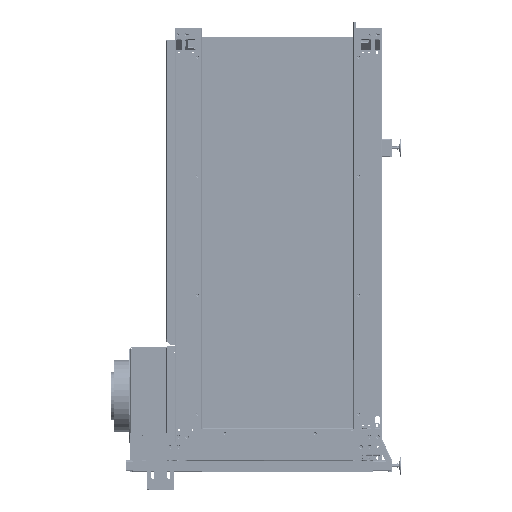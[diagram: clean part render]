
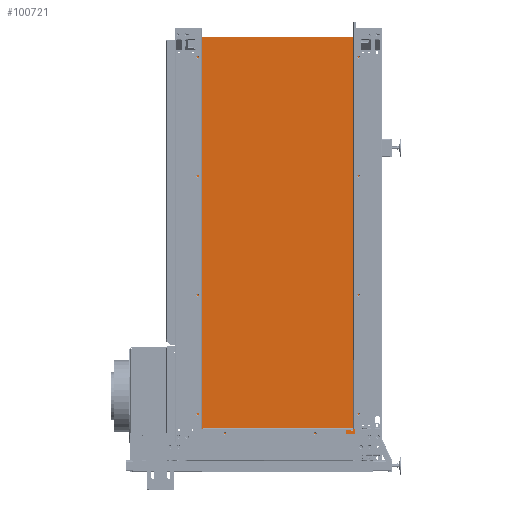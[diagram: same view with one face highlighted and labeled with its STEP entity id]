
A CAD part, left-side view. The second image highlights one B-rep face of the part: STEP entity #100721.
In plain terms, the highlighted face is planar.
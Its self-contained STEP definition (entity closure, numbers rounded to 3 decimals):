
#868 = EDGE_CURVE ( 'NONE', #66134, #21482, #10389, .T. ) ;
#871 = LINE ( 'NONE', #107027, #106477 ) ;
#2542 = CARTESIAN_POINT ( 'NONE',  ( 550., -225., 5. ) ) ;
#10389 = LINE ( 'NONE', #91550, #28157 ) ;
#16673 = ORIENTED_EDGE ( 'NONE', *, *, #105519, .T. ) ;
#16951 = ORIENTED_EDGE ( 'NONE', *, *, #30926, .T. ) ;
#17841 = CARTESIAN_POINT ( 'NONE',  ( 550., -225., 5. ) ) ;
#19086 = DIRECTION ( 'NONE',  ( -1., 0., 0. ) ) ;
#21482 = VERTEX_POINT ( 'NONE', #58754 ) ;
#26321 = FACE_OUTER_BOUND ( 'NONE', #85937, .T. ) ;
#26894 = DIRECTION ( 'NONE',  ( 0., 0., -1. ) ) ;
#28157 = VECTOR ( 'NONE', #19086, 1000. ) ;
#30926 = EDGE_CURVE ( 'NONE', #67490, #66134, #66949, .T. ) ;
#32281 = ORIENTED_EDGE ( 'NONE', *, *, #55442, .T. ) ;
#37063 = CARTESIAN_POINT ( 'NONE',  ( 550., 225., 5. ) ) ;
#45368 = ORIENTED_EDGE ( 'NONE', *, *, #868, .T. ) ;
#45727 = VECTOR ( 'NONE', #73331, 1000. ) ;
#47040 = VECTOR ( 'NONE', #102299, 1000. ) ;
#48975 = AXIS2_PLACEMENT_3D ( 'NONE', #106363, #26894, #71575 ) ;
#55442 = EDGE_CURVE ( 'NONE', #21482, #95679, #871, .T. ) ;
#58754 = CARTESIAN_POINT ( 'NONE',  ( -550., 225., 5. ) ) ;
#66134 = VERTEX_POINT ( 'NONE', #37063 ) ;
#66949 = LINE ( 'NONE', #102869, #47040 ) ;
#67490 = VERTEX_POINT ( 'NONE', #17841 ) ;
#70993 = PLANE ( 'NONE',  #48975 ) ;
#71575 = DIRECTION ( 'NONE',  ( -1., 0., 0. ) ) ;
#73331 = DIRECTION ( 'NONE',  ( 1., 0., 0. ) ) ;
#85937 = EDGE_LOOP ( 'NONE', ( #16951, #45368, #32281, #16673 ) ) ;
#90756 = DIRECTION ( 'NONE',  ( 0., -1., 0. ) ) ;
#91550 = CARTESIAN_POINT ( 'NONE',  ( 550., 225., 5. ) ) ;
#95679 = VERTEX_POINT ( 'NONE', #104020 ) ;
#100721 = ADVANCED_FACE ( 'NONE', ( #26321 ), #70993, .F. ) ;
#102299 = DIRECTION ( 'NONE',  ( 0., 1., 0. ) ) ;
#102869 = CARTESIAN_POINT ( 'NONE',  ( 550., 225., 5. ) ) ;
#104020 = CARTESIAN_POINT ( 'NONE',  ( -550., -225., 5. ) ) ;
#105519 = EDGE_CURVE ( 'NONE', #95679, #67490, #109278, .T. ) ;
#106363 = CARTESIAN_POINT ( 'NONE',  ( 550., -225., 5. ) ) ;
#106477 = VECTOR ( 'NONE', #90756, 1000. ) ;
#107027 = CARTESIAN_POINT ( 'NONE',  ( -550., 225., 5. ) ) ;
#109278 = LINE ( 'NONE', #2542, #45727 ) ;
